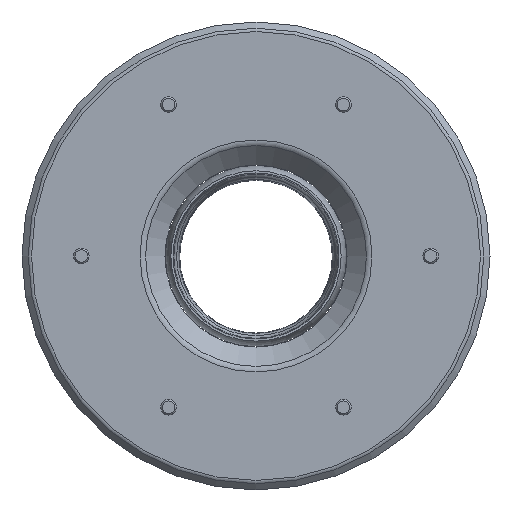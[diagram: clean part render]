
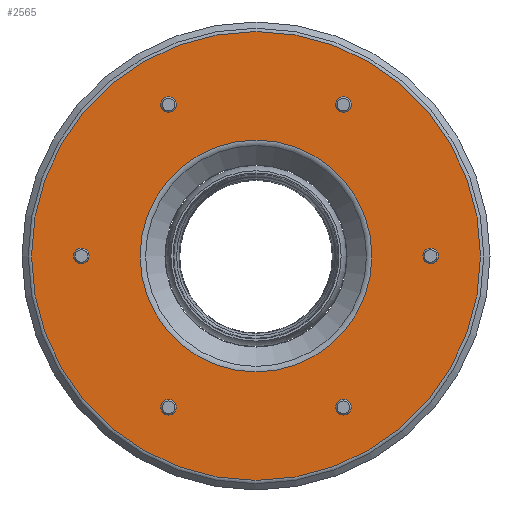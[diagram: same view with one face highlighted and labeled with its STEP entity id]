
A CAD part, top view. The second image highlights one B-rep face of the part: STEP entity #2565.
In plain terms, the highlighted planar face has unit normal (0, 0, 1).
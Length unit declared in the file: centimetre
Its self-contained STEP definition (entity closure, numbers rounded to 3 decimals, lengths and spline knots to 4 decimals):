
#37=FACE_BOUND('',#773,.T.);
#41=PLANE('',#2829);
#574=FACE_OUTER_BOUND('',#772,.T.);
#772=EDGE_LOOP('',(#1890));
#773=EDGE_LOOP('',(#1891));
#997=CIRCLE('',#2827,74.2929);
#999=CIRCLE('',#2830,143.8716);
#1205=VERTEX_POINT('',#4303);
#1206=VERTEX_POINT('',#4307);
#1435=EDGE_CURVE('',#1205,#1205,#997,.T.);
#1437=EDGE_CURVE('',#1206,#1206,#999,.T.);
#1890=ORIENTED_EDGE('',*,*,#1437,.F.);
#1891=ORIENTED_EDGE('',*,*,#1435,.T.);
#2565=ADVANCED_FACE('',(#574,#37),#41,.T.);
#2827=AXIS2_PLACEMENT_3D('',#4304,#3344,#3345);
#2829=AXIS2_PLACEMENT_3D('',#4306,#3348,#3349);
#2830=AXIS2_PLACEMENT_3D('',#4308,#3350,#3351);
#3344=DIRECTION('center_axis',(0.,0.,
-1.));
#3345=DIRECTION('ref_axis',(1.,0.,0.));
#3348=DIRECTION('center_axis',(0.,0.,
1.));
#3349=DIRECTION('ref_axis',(0.,-1.,0.));
#3350=DIRECTION('center_axis',(0.,0.,
-1.));
#3351=DIRECTION('ref_axis',(1.,0.,0.));
#4303=CARTESIAN_POINT('',(681.4845,229.0355,122.5));
#4304=CARTESIAN_POINT('Origin',(681.4845,303.3284,122.5));
#4306=CARTESIAN_POINT('Origin',(537.6129,303.3284,122.5));
#4307=CARTESIAN_POINT('',(681.4845,159.4568,122.5));
#4308=CARTESIAN_POINT('Origin',(681.4845,303.3284,122.5));
